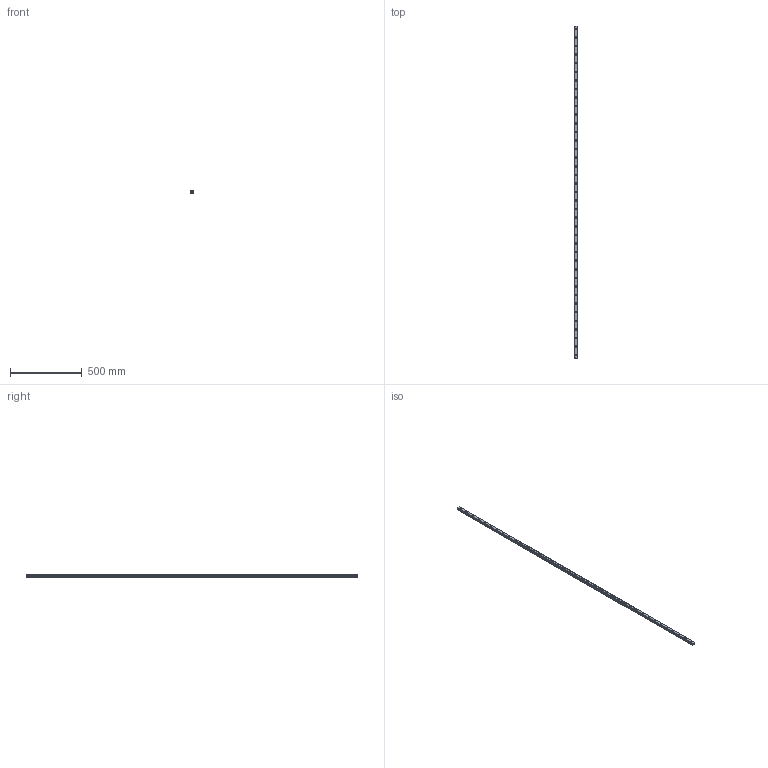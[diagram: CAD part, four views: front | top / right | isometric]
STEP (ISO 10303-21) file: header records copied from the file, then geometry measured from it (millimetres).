
FILE_DESCRIPTION(('STEP AP214'),'1');
FILE_NAME('cctmp_AD4E9980-28E9-493D-AD7B-E1C2420D13B7_2021_02_09_16_00_18_0886..stp','2021-02-09T15:00:19',('HIWIN GmbH'),('CADClick - www.CADClick.com'),'Spatial InterOp 3D',' ','unknown authorization');
FILE_SCHEMA(('AUTOMOTIVE_DESIGN'));
Length unit declared in the file: millimetre
Products named in the file (1): EGR25R2320C_FILE
Bounding box: 23 x 2320 x 18 mm (x, y, z)
Volume: 797573 mm3; surface area: 215933.8 mm2
Topology: 1 solids, 1 shells, 573 faces, 1467 edges, 978 vertices
Faces by surface type: plane 319, cylinder 254
Entity records: 22409 total; most frequent: DIRECTION 3435, CARTESIAN_POINT 3019, ORIENTED_EDGE 2934, EDGE_CURVE 1467, AXIS2_PLACEMENT_3D 1394, VERTEX_POINT 978, CIRCLE 664, EDGE_LOOP 655
